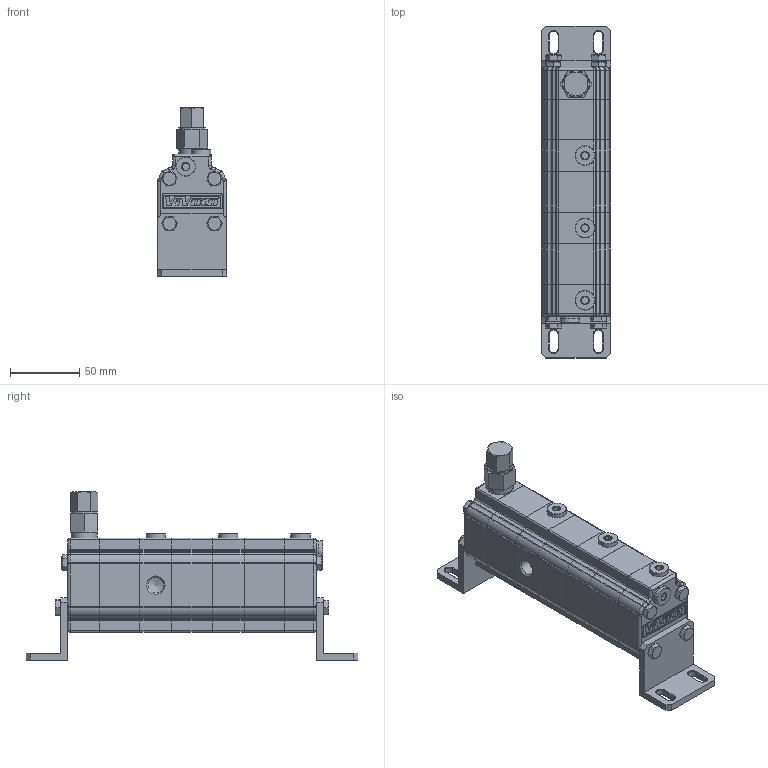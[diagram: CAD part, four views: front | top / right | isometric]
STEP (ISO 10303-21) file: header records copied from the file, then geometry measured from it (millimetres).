
FILE_DESCRIPTION(/* description */ ('Unknown'),/* implementation_level */ '2;1');
FILE_NAME(/* name */ '9RS03-01',/* time_stamp */ '2020-04-10T13:57:11+02:00',/* author */ ('Unknown'),/* organization */ ('Unknown'),/* preprocessor_version */ 'ST-DEVELOPER v16.7',/* originating_system */ 'DEX',/* authorisation */ $);
FILE_SCHEMA (('AUTOMOTIVE_DESIGN {1 0 10303 214 3 1 1}'));
Length unit declared in the file: millimetre
Products named in the file (1): RV-0S
Bounding box: 50 x 239.9 x 121.75 mm (x, y, z)
Volume: 551620.3 mm3; surface area: 65796.3 mm2
Topology: 1 solids, 3 shells, 984 faces, 2576 edges, 1610 vertices
Faces by surface type: plane 457, cylinder 378, cone 69, bspline 48, torus 32
Full cylindrical faces by diameter (mm): 6.5 x1, 7 x1, 8.1 x1, 10 x9, 11.445 x10, 13.5 x1, 14 x5, 14.2 x3, 18.8 x1, 19 x1, 20 x1
Entity records: 39851 total; most frequent: CARTESIAN_POINT 9154, DIRECTION 5061, ORIENTED_EDGE 4884, EDGE_CURVE 2442, AXIS2_PLACEMENT_3D 1857, VERTEX_POINT 1575, LINE 1347, VECTOR 1347
